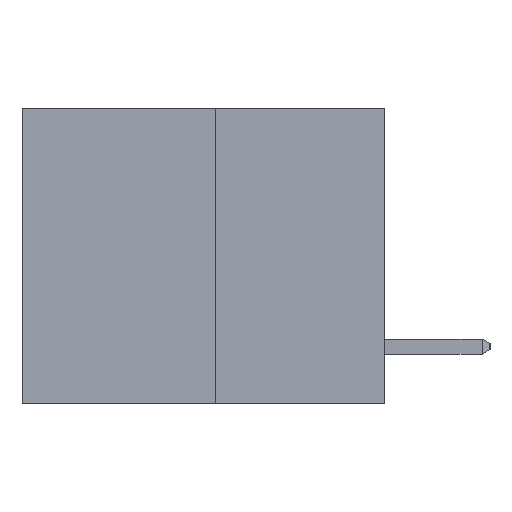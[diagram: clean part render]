
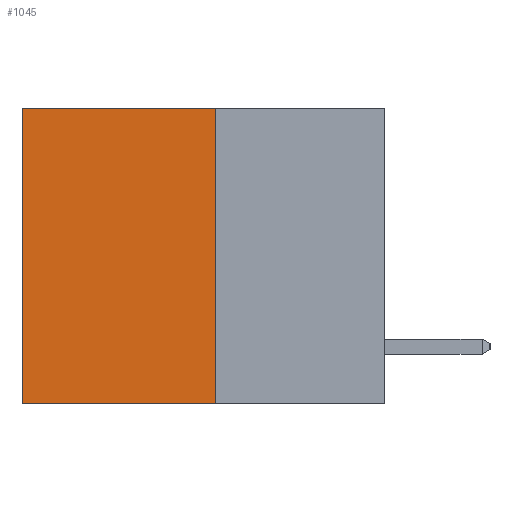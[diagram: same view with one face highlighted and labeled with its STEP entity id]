
A CAD part, left-side view. The second image highlights one B-rep face of the part: STEP entity #1045.
In plain terms, the highlighted planar face has unit normal (-1, 0, 0).
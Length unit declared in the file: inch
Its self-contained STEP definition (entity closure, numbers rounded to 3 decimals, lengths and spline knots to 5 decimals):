
#280 = CARTESIAN_POINT ( 'NONE',  ( 0.3165, 0.28, 0. ) ) ;
#332 = CARTESIAN_POINT ( 'NONE',  ( 0.3165, 0.6, 0. ) ) ;
#348 = ORIENTED_EDGE ( 'NONE', *, *, #2038, .T. ) ;
#358 = VECTOR ( 'NONE', #6583, 39.37008 ) ;
#436 = CARTESIAN_POINT ( 'NONE',  ( 0.3165, 0.28, -0.49 ) ) ;
#734 = FACE_OUTER_BOUND ( 'NONE', #1482, .T. ) ;
#830 = VECTOR ( 'NONE', #4418, 39.37008 ) ;
#900 = ORIENTED_EDGE ( 'NONE', *, *, #7632, .F. ) ;
#1045 = ADVANCED_FACE ( 'NONE', ( #734 ), #8621, .F. ) ;
#1248 = DIRECTION ( 'NONE',  ( 0., 0., -1. ) ) ;
#1294 = LINE ( 'NONE', #8585, #358 ) ;
#1482 = EDGE_LOOP ( 'NONE', ( #7242, #900, #1850, #348 ) ) ;
#1500 = LINE ( 'NONE', #8098, #2350 ) ;
#1850 = ORIENTED_EDGE ( 'NONE', *, *, #7532, .F. ) ;
#2038 = EDGE_CURVE ( 'NONE', #7374, #2052, #3076, .T. ) ;
#2039 = VERTEX_POINT ( 'NONE', #6485 ) ;
#2052 = VERTEX_POINT ( 'NONE', #332 ) ;
#2350 = VECTOR ( 'NONE', #8678, 39.37008 ) ;
#2756 = EDGE_CURVE ( 'NONE', #2052, #2039, #3268, .T. ) ;
#2948 = VECTOR ( 'NONE', #1248, 39.37008 ) ;
#3076 = LINE ( 'NONE', #280, #830 ) ;
#3268 = LINE ( 'NONE', #3960, #2948 ) ;
#3821 = CARTESIAN_POINT ( 'NONE',  ( 0.3165, 0.28, 0. ) ) ;
#3960 = CARTESIAN_POINT ( 'NONE',  ( 0.3165, 0.6, -0.49 ) ) ;
#4418 = DIRECTION ( 'NONE',  ( 0., 1., 0. ) ) ;
#6048 = CARTESIAN_POINT ( 'NONE',  ( 0.3165, 0.28, -0.49 ) ) ;
#6485 = CARTESIAN_POINT ( 'NONE',  ( 0.3165, 0.6, -0.49 ) ) ;
#6536 = DIRECTION ( 'NONE',  ( 1., 0., 0. ) ) ;
#6538 = AXIS2_PLACEMENT_3D ( 'NONE', #436, #6536, #7248 ) ;
#6583 = DIRECTION ( 'NONE',  ( 0., 0., -1. ) ) ;
#7242 = ORIENTED_EDGE ( 'NONE', *, *, #2756, .T. ) ;
#7248 = DIRECTION ( 'NONE',  ( 0., 0., -1. ) ) ;
#7374 = VERTEX_POINT ( 'NONE', #3821 ) ;
#7532 = EDGE_CURVE ( 'NONE', #7374, #7575, #1294, .T. ) ;
#7575 = VERTEX_POINT ( 'NONE', #6048 ) ;
#7632 = EDGE_CURVE ( 'NONE', #7575, #2039, #1500, .T. ) ;
#8098 = CARTESIAN_POINT ( 'NONE',  ( 0.3165, 0.28, -0.49 ) ) ;
#8585 = CARTESIAN_POINT ( 'NONE',  ( 0.3165, 0.28, -0.49 ) ) ;
#8621 = PLANE ( 'NONE',  #6538 ) ;
#8678 = DIRECTION ( 'NONE',  ( 0., 1., 0. ) ) ;
